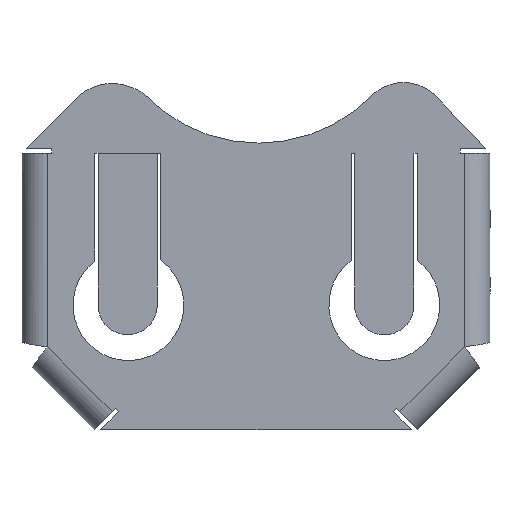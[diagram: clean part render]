
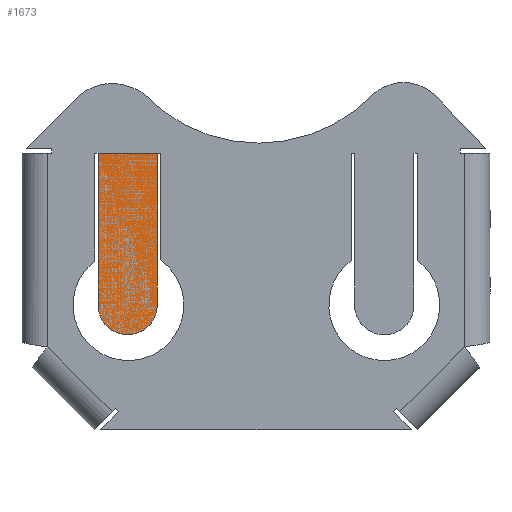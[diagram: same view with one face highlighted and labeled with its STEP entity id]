
A CAD part, front view. The second image highlights one B-rep face of the part: STEP entity #1673.
In plain terms, the highlighted planar face has unit normal (0, -1, 0).
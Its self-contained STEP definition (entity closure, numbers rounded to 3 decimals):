
#41 = CARTESIAN_POINT ( 'NONE',  ( -8.6, -0.4, -2.045 ) ) ;
#173 = AXIS2_PLACEMENT_3D ( 'NONE', #41, #2957, #277 ) ;
#277 = DIRECTION ( 'NONE',  ( 0., 0., -1. ) ) ;
#321 = VERTEX_POINT ( 'NONE', #619 ) ;
#390 = CARTESIAN_POINT ( 'NONE',  ( -9.934, -0.4, 0.045 ) ) ;
#469 = VECTOR ( 'NONE', #937, 1000. ) ;
#531 = LINE ( 'NONE', #604, #2644 ) ;
#604 = CARTESIAN_POINT ( 'NONE',  ( -9.934, -0.4, 4.805 ) ) ;
#619 = CARTESIAN_POINT ( 'NONE',  ( -7.265, -0.4, 4.805 ) ) ;
#634 = EDGE_CURVE ( 'NONE', #1862, #3326, #1846, .T. ) ;
#689 = EDGE_CURVE ( 'NONE', #1666, #2179, #2130, .T. ) ;
#738 = PLANE ( 'NONE',  #1686 ) ;
#937 = DIRECTION ( 'NONE',  ( 0., 0., 1. ) ) ;
#1144 = DIRECTION ( 'NONE',  ( 0., 0., -1. ) ) ;
#1261 = CARTESIAN_POINT ( 'NONE',  ( -7.265, -0.4, 4.805 ) ) ;
#1376 = EDGE_CURVE ( 'NONE', #321, #1666, #531, .T. ) ;
#1453 = EDGE_CURVE ( 'NONE', #2179, #1862, #2139, .T. ) ;
#1660 = ORIENTED_EDGE ( 'NONE', *, *, #689, .T. ) ;
#1666 = VERTEX_POINT ( 'NONE', #3690 ) ;
#1673 = ADVANCED_FACE ( 'NONE', ( #2223 ), #738, .T. ) ;
#1686 = AXIS2_PLACEMENT_3D ( 'NONE', #3388, #2816, #3123 ) ;
#1707 = AXIS2_PLACEMENT_3D ( 'NONE', #2621, #3278, #1144 ) ;
#1745 = ORIENTED_EDGE ( 'NONE', *, *, #1376, .T. ) ;
#1846 = CIRCLE ( 'NONE', #173, 1.334 ) ;
#1862 = VERTEX_POINT ( 'NONE', #2769 ) ;
#1931 = ORIENTED_EDGE ( 'NONE', *, *, #1453, .T. ) ;
#2130 = LINE ( 'NONE', #390, #2633 ) ;
#2139 = CIRCLE ( 'NONE', #1707, 1.334 ) ;
#2179 = VERTEX_POINT ( 'NONE', #3360 ) ;
#2223 = FACE_OUTER_BOUND ( 'NONE', #2347, .T. ) ;
#2327 = DIRECTION ( 'NONE',  ( -1., 0., 0. ) ) ;
#2333 = CARTESIAN_POINT ( 'NONE',  ( -7.265, -0.4, -2.045 ) ) ;
#2347 = EDGE_LOOP ( 'NONE', ( #1660, #1931, #2958, #3811, #1745 ) ) ;
#2621 = CARTESIAN_POINT ( 'NONE',  ( -8.6, -0.4, -2.045 ) ) ;
#2633 = VECTOR ( 'NONE', #3087, 1000. ) ;
#2644 = VECTOR ( 'NONE', #2327, 1000. ) ;
#2743 = LINE ( 'NONE', #1261, #469 ) ;
#2769 = CARTESIAN_POINT ( 'NONE',  ( -8.6, -0.4, -3.38 ) ) ;
#2816 = DIRECTION ( 'NONE',  ( 0., -1., 0. ) ) ;
#2893 = EDGE_CURVE ( 'NONE', #3326, #321, #2743, .T. ) ;
#2957 = DIRECTION ( 'NONE',  ( 0., -1., 0. ) ) ;
#2958 = ORIENTED_EDGE ( 'NONE', *, *, #634, .T. ) ;
#3087 = DIRECTION ( 'NONE',  ( 0., 0., -1. ) ) ;
#3123 = DIRECTION ( 'NONE',  ( 0., 0., -1. ) ) ;
#3278 = DIRECTION ( 'NONE',  ( 0., -1., 0. ) ) ;
#3326 = VERTEX_POINT ( 'NONE', #2333 ) ;
#3360 = CARTESIAN_POINT ( 'NONE',  ( -9.934, -0.4, -2.045 ) ) ;
#3388 = CARTESIAN_POINT ( 'NONE',  ( -8.6, -0.4, -2.045 ) ) ;
#3690 = CARTESIAN_POINT ( 'NONE',  ( -9.934, -0.4, 4.805 ) ) ;
#3811 = ORIENTED_EDGE ( 'NONE', *, *, #2893, .T. ) ;
